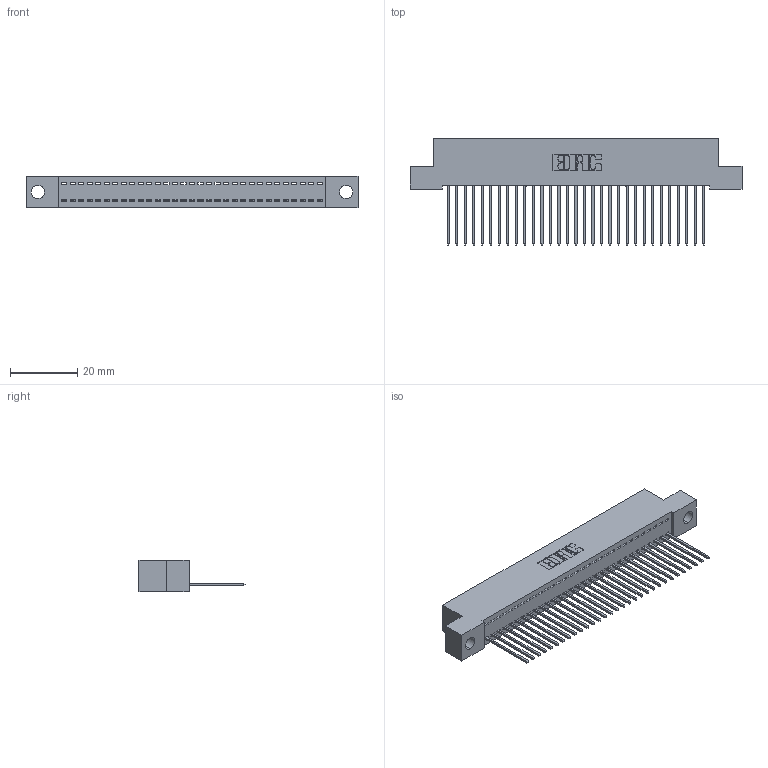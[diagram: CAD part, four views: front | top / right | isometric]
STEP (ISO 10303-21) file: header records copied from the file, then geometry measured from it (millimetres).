
FILE_DESCRIPTION (( 'STEP AP203' ), '1' );
FILE_NAME ('342-031-542-104.STEP', '2019-10-02T05:42:40', ( '' ), ( '' ), 'SwSTEP 2.0', 'SolidWorks 2016', '' );
FILE_SCHEMA (( 'CONFIG_CONTROL_DESIGN' ));
Length unit declared in the file: inch
Products named in the file (3): 342 Part_.156 TH; 345-292-001_345-293-142; 342-031-542-104
Assembly tree (32 placements, depth 2):
  342-031-542-104
    342 Part_.156 TH
    345-292-001_345-293-142  x31
Bounding box: 99.06 x 31.63 x 9.4 mm (x, y, z)
Volume: 8627 mm3; surface area: 12702.4 mm2
Topology: 32 solids, 32 shells, 1908 faces, 5755 edges, 3794 vertices
Faces by surface type: plane 1368, cylinder 540
Entity records: 20263 total; most frequent: CARTESIAN_POINT 3503, ORIENTED_EDGE 3470, DIRECTION 2977, EDGE_CURVE 1735, VECTOR 1607, LINE 1607, VERTEX_POINT 1154, AXIS2_PLACEMENT_3D 685
